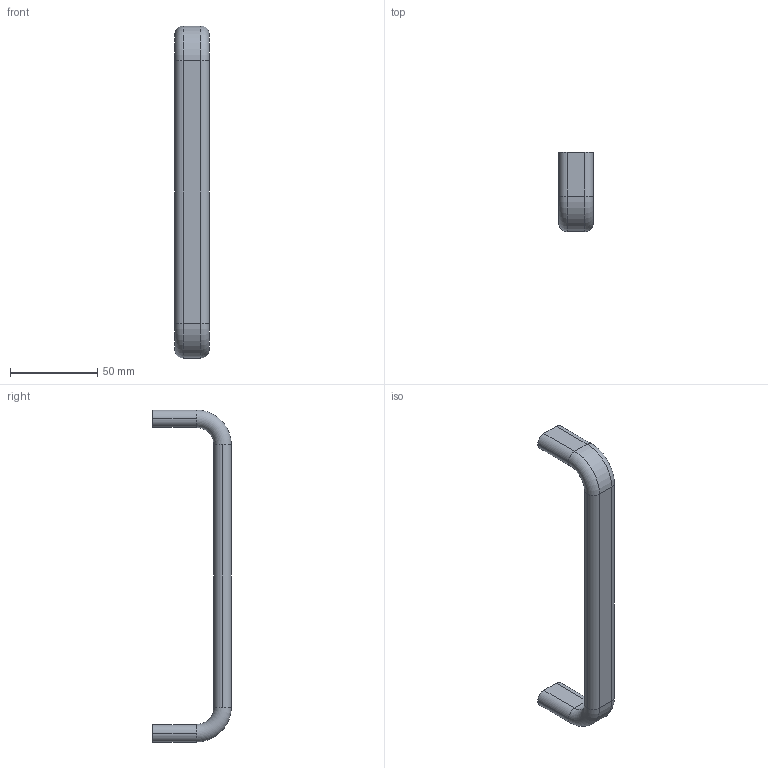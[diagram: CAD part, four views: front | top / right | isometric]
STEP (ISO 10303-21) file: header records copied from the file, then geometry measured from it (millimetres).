
FILE_DESCRIPTION((''),'2;1');
FILE_NAME('SZ0810N.stp','2009-10-19T14:15:56',(''),(''),'Mechanical Desktop 2007','Mechanical Desktop 2007',', , ');
FILE_SCHEMA(('CONFIG_CONTROL_DESIGN'));
Length unit declared in the file: millimetre
Products named in the file (2): DRAWING1; SZ0810N
Assembly tree (1 placements, depth 2):
  DRAWING1
    SZ0810N
Bounding box: 20 x 45 x 190 mm (x, y, z)
Volume: 43707.8 mm3; surface area: 13457.3 mm2
Topology: 1 solids, 1 shells, 32 faces, 74 edges, 44 vertices
Faces by surface type: cylinder 16, plane 8, bspline 4, torus 4
Entity records: 1101 total; most frequent: CARTESIAN_POINT 209, DIRECTION 164, ORIENTED_EDGE 132, AXIS2_PLACEMENT_3D 67, EDGE_CURVE 66, VERTEX_POINT 40, CIRCLE 36, EDGE_LOOP 36
